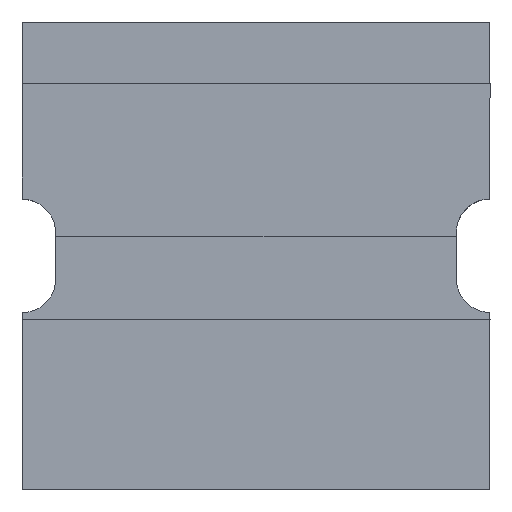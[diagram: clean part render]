
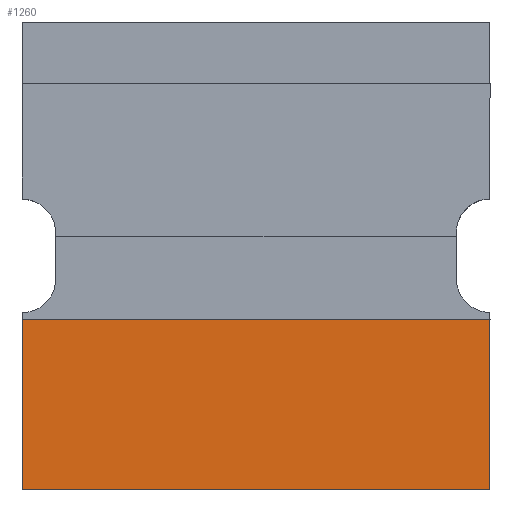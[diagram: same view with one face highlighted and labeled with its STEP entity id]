
A CAD part, top view. The second image highlights one B-rep face of the part: STEP entity #1260.
In plain terms, the highlighted planar face has unit normal (0, 0, 1).
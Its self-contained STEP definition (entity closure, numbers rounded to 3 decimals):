
#93=FACE_OUTER_BOUND('',#162,.T.);
#162=EDGE_LOOP('',(#1091,#1092,#1093,#1094));
#303=LINE('',#2041,#450);
#304=LINE('',#2043,#451);
#305=LINE('',#2045,#452);
#306=LINE('',#2046,#453);
#450=VECTOR('',#1673,10.);
#451=VECTOR('',#1674,10.);
#452=VECTOR('',#1675,10.);
#453=VECTOR('',#1676,10.);
#600=VERTEX_POINT('',#2039);
#601=VERTEX_POINT('',#2040);
#602=VERTEX_POINT('',#2042);
#603=VERTEX_POINT('',#2044);
#767=EDGE_CURVE('',#600,#601,#303,.T.);
#768=EDGE_CURVE('',#602,#600,#304,.T.);
#769=EDGE_CURVE('',#603,#602,#305,.T.);
#770=EDGE_CURVE('',#601,#603,#306,.T.);
#1091=ORIENTED_EDGE('',*,*,#767,.F.);
#1092=ORIENTED_EDGE('',*,*,#768,.F.);
#1093=ORIENTED_EDGE('',*,*,#769,.F.);
#1094=ORIENTED_EDGE('',*,*,#770,.F.);
#1195=PLANE('',#1368);
#1260=ADVANCED_FACE('',(#93),#1195,.F.);
#1368=AXIS2_PLACEMENT_3D('',#2038,#1671,#1672);
#1671=DIRECTION('center_axis',(0.,0.,-1.));
#1672=DIRECTION('ref_axis',(-1.,0.,0.));
#1673=DIRECTION('',(1.,0.,0.));
#1674=DIRECTION('',(0.,1.,0.));
#1675=DIRECTION('',(-1.,0.,0.));
#1676=DIRECTION('',(0.,-1.,0.));
#2038=CARTESIAN_POINT('Origin',(68.799,-17.376,135.85));
#2039=CARTESIAN_POINT('',(-83.701,38.024,135.85));
#2040=CARTESIAN_POINT('',(68.799,38.024,135.85));
#2041=CARTESIAN_POINT('',(30.674,38.024,135.85));
#2042=CARTESIAN_POINT('',(-83.701,-17.376,135.85));
#2043=CARTESIAN_POINT('',(-83.701,10.324,135.85));
#2044=CARTESIAN_POINT('',(68.799,-17.376,135.85));
#2045=CARTESIAN_POINT('',(30.674,-17.376,135.85));
#2046=CARTESIAN_POINT('',(68.799,10.324,135.85));
